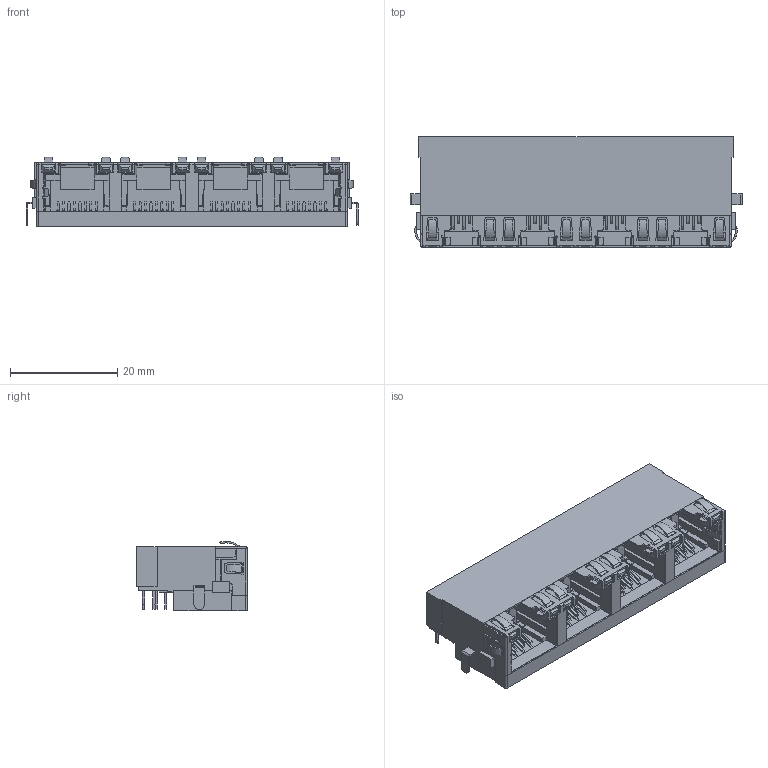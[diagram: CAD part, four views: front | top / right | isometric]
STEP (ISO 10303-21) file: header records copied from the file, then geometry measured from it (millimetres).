
FILE_DESCRIPTION(/* description */ (''),/* implementation_level */ '2;1');
FILE_NAME(/* name */ 'AMPHENOL_RJE72-488-1451.stp',/* time_stamp */ '2016-03-11T14:03:14+01:00',/* author */ ('riccim'),/* organization */ (''),/* preprocessor_version */ 'ST-DEVELOPER v15.5',/* originating_system */ 'AutoCAD Mechanical',/* authorisation */ ' ');
FILE_SCHEMA (('AUTOMOTIVE_DESIGN { 1 0 10303 214 3 1 1 }'));
Products named in the file (1): Product
Bounding box: 62.04 x 20.7 x 12.96 mm (x, y, z)
Volume: 7440.5 mm3; surface area: 11756.9 mm2
Topology: 130 solids, 130 shells, 2307 faces, 5960 edges, 3864 vertices
Faces by surface type: plane 1943, cylinder 253, bspline 60, cone 51
Entity records: 71297 total; most frequent: CARTESIAN_POINT 15071, ORIENTED_EDGE 11918, DIRECTION 10780, EDGE_CURVE 5958, LINE 5298, VECTOR 5298, VERTEX_POINT 3860, AXIS2_PLACEMENT_3D 2741
